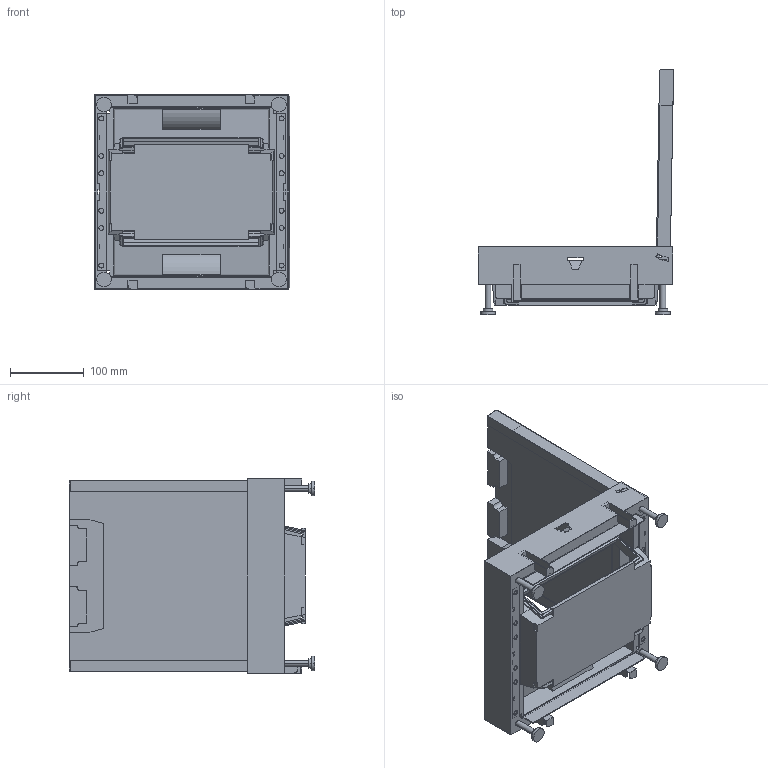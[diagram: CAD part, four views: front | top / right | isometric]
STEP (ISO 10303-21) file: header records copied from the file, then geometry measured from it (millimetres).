
FILE_DESCRIPTION(('CATIA V5 STEP Exchange','CAx-IF Rec.Pracs.--- Composite Materials ---3.4---2017-06-13'),'2;1');
FILE_NAME('LG-080750-S_open.stp','2025-05-13T06:01:05+00:00',('none'),('none'),'CATIA Version 5-6 Release 2020','CATIA V5 STEP AP203 v1','none');
FILE_SCHEMA(('CONFIG_CONTROL_DESIGN'));
Length unit declared in the file: millimetre
Products named in the file (1): A029404_A
Assembly tree (3 placements, depth 2):
  A029404_A
    #57
    #7234
    #10990
Bounding box: 265.51 x 333.75 x 264.1 mm (x, y, z)
Volume: 791101.1 mm3; surface area: 561053.9 mm2
Topology: 3 solids, 3 shells, 554 faces, 1584 edges, 1042 vertices
Faces by surface type: plane 413, cylinder 137, bspline 4
Entity records: 18116 total; most frequent: CARTESIAN_POINT 4487, ORIENTED_EDGE 3168, DIRECTION 2173, EDGE_CURVE 1584, VECTOR 1259, LINE 1259, VERTEX_POINT 1042, EDGE_LOOP 628
